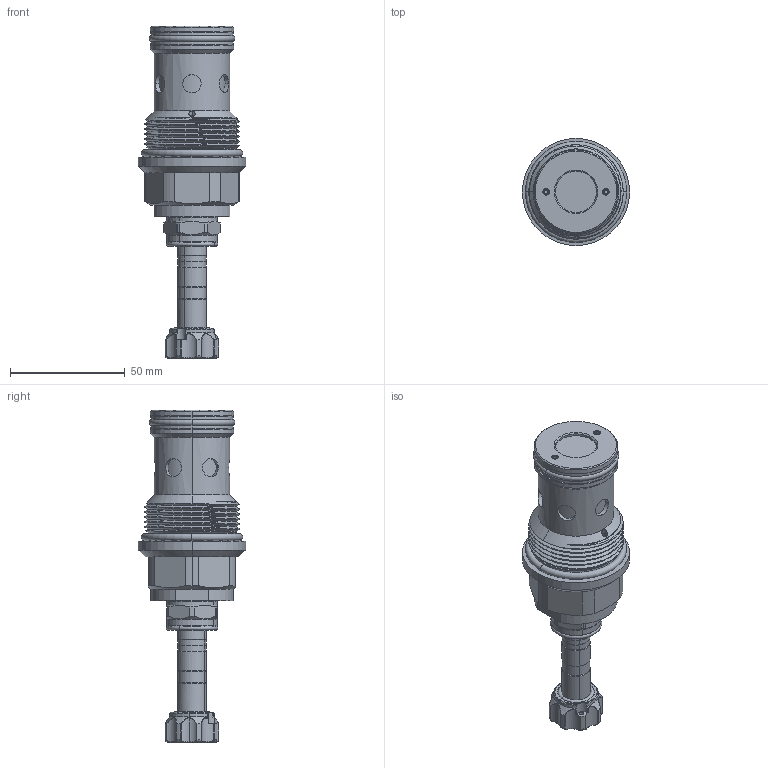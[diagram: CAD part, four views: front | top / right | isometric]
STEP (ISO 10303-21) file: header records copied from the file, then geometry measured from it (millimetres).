
FILE_DESCRIPTION (( 'STEP AP203' ), '1' );
FILE_NAME ('EP20W2A31N95.STEP', '2024-04-03T01:03:49', ( '' ), ( '' ), 'SwSTEP 2.0', 'SolidWorks 2018', '' );
FILE_SCHEMA (( 'CONFIG_CONTROL_DESIGN' ));
Length unit declared in the file: millimetre
Products named in the file (1): EP20W2A31N95
Bounding box: 46.8 x 46.8 x 144.95 mm (x, y, z)
Volume: 105245.8 mm3; surface area: 20112.9 mm2
Topology: 1 solids, 1 shells, 376 faces, 921 edges, 569 vertices
Faces by surface type: cylinder 165, plane 70, cone 63, bspline 41, torus 37
Full cylindrical faces by diameter (mm): 19 x1
Entity records: 16932 total; most frequent: CARTESIAN_POINT 8348, ORIENTED_EDGE 1838, DIRECTION 1742, EDGE_CURVE 919, AXIS2_PLACEMENT_3D 720, VERTEX_POINT 570, EDGE_LOOP 403, CIRCLE 384
